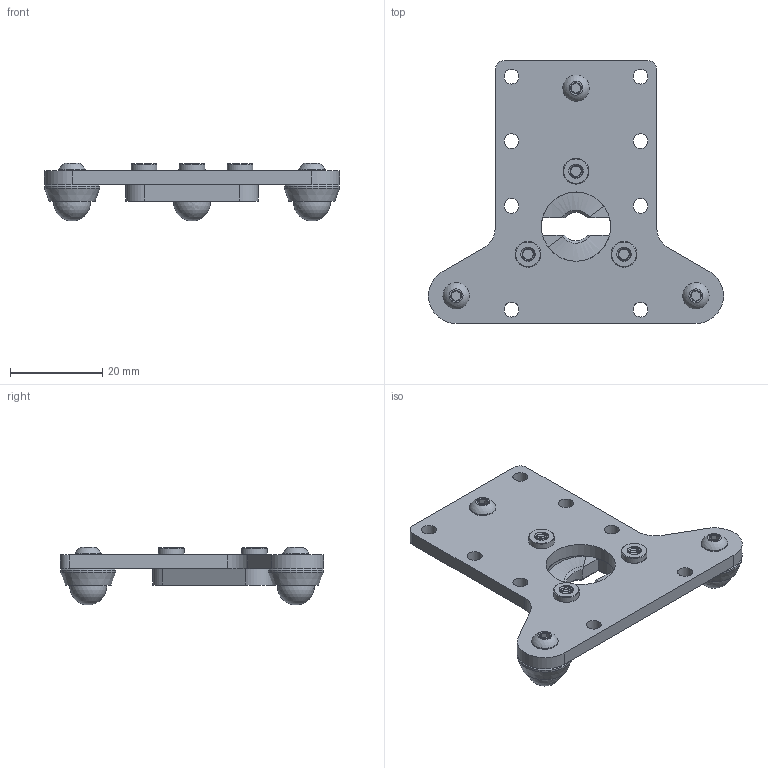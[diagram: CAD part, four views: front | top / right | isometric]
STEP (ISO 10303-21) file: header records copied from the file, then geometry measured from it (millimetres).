
FILE_DESCRIPTION(/* description */ (''),/* implementation_level */ '2;1');
FILE_NAME(/* name */ 'carbon_tool_plate_assy.step',/* time_stamp */ '2023-09-18T23:29:34-07:00',/* author */ (''),/* organization */ (''),/* preprocessor_version */ 'ST-DEVELOPER v20',/* originating_system */ 'Autodesk Translation Framework v12.9.0.99',/* authorisation */ '');
FILE_SCHEMA (('AUTOMOTIVE_DESIGN { 1 0 10303 214 3 1 1 }'));
Length unit declared in the file: millimetre
Products named in the file (8): carbon tool plate assy; carbon tool plate; wedge_plate; m3_6mm_flathead_screw_92125A126_92125A126; m3_threaded_ball; m3_6mm_buttonhead_screw_92095A179_92095A179; metal_base_tool_plate_Tool Ball Cup; 94100A110_18-8 Stainless Steel Press-Fit Nut for Soft Metal and Plast
ic v1
Assembly tree (17 placements, depth 2):
  carbon tool plate assy
    carbon tool plate
    m3_6mm_buttonhead_screw_92095A179_92095A179  x3
    wedge_plate
    m3_6mm_flathead_screw_92125A126_92125A126  x3
    m3_threaded_ball  x3
    metal_base_tool_plate_Tool Ball Cup  x3
    94100A110_18-8 Stainless Steel Press-Fit Nut for Soft Metal and Plast
ic v1  x3
Bounding box: 63.96 x 57 x 12.55 mm (x, y, z)
Volume: 9351.2 mm3; surface area: 9776.8 mm2
Topology: 17 solids, 17 shells, 864 faces, 2341 edges, 1529 vertices
Faces by surface type: plane 423, cylinder 328, cone 82, bspline 22, sphere 9
Full cylindrical faces by diameter (mm): 2.35 x69, 2.5 x3, 3 x66, 3.2 x14, 3.791 x6, 4.35 x3, 5.56 x3, 5.7 x3, 6 x3, 11.977 x3, 15 x1
Entity records: 16047 total; most frequent: CARTESIAN_POINT 7549, ORIENTED_EDGE 1778, DIRECTION 1623, EDGE_CURVE 889, VERTEX_POINT 581, AXIS2_PLACEMENT_3D 546, LINE 531, VECTOR 531
